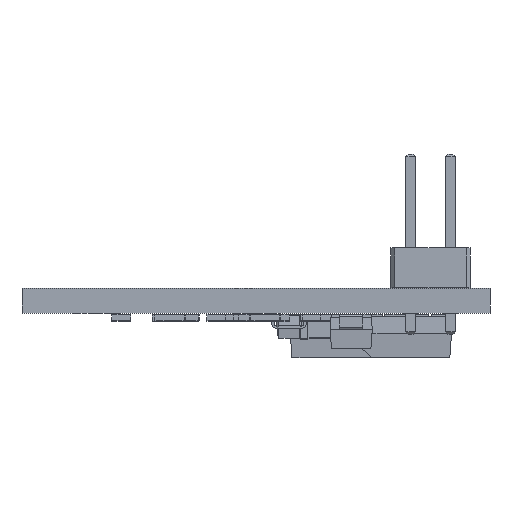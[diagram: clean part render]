
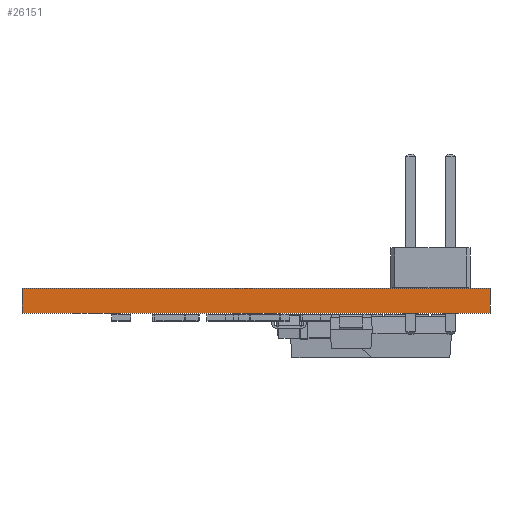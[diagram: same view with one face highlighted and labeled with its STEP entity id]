
A CAD part, front view. The second image highlights one B-rep face of the part: STEP entity #26151.
In plain terms, the highlighted planar face has unit normal (0, -1, 0).
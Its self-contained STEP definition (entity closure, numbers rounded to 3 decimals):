
#24297 = PLANE('',#24298);
#24298 = AXIS2_PLACEMENT_3D('',#24299,#24300,#24301);
#24299 = CARTESIAN_POINT('',(0.381,0.254,0.));
#24300 = DIRECTION('',(-1.,0.,0.));
#24301 = DIRECTION('',(0.,1.,0.));
#24325 = PLANE('',#24326);
#24326 = AXIS2_PLACEMENT_3D('',#24327,#24328,#24329);
#24327 = CARTESIAN_POINT('',(15.367,20.32,1.6));
#24328 = DIRECTION('',(-0.,-0.,-1.));
#24329 = DIRECTION('',(-1.,0.,0.));
#24353 = PLANE('',#24354);
#24354 = AXIS2_PLACEMENT_3D('',#24355,#24356,#24357);
#24355 = CARTESIAN_POINT('',(30.353,40.386,0.));
#24356 = DIRECTION('',(1.,0.,-0.));
#24357 = DIRECTION('',(0.,-1.,0.));
#24379 = PLANE('',#24380);
#24380 = AXIS2_PLACEMENT_3D('',#24381,#24382,#24383);
#24381 = CARTESIAN_POINT('',(15.367,20.32,0.));
#24382 = DIRECTION('',(-0.,-0.,-1.));
#24383 = DIRECTION('',(-1.,0.,0.));
#24394 = EDGE_CURVE('',#24395,#24397,#24399,.T.);
#24395 = VERTEX_POINT('',#24396);
#24396 = CARTESIAN_POINT('',(0.381,0.254,0.));
#24397 = VERTEX_POINT('',#24398);
#24398 = CARTESIAN_POINT('',(0.381,0.254,1.6));
#24399 = SURFACE_CURVE('',#24400,(#24404,#24411),.PCURVE_S1.);
#24400 = LINE('',#24401,#24402);
#24401 = CARTESIAN_POINT('',(0.381,0.254,0.));
#24402 = VECTOR('',#24403,1.);
#24403 = DIRECTION('',(0.,0.,1.));
#24404 = PCURVE('',#24297,#24405);
#24405 = DEFINITIONAL_REPRESENTATION('',(#24406),#24410);
#24406 = LINE('',#24407,#24408);
#24407 = CARTESIAN_POINT('',(0.,0.));
#24408 = VECTOR('',#24409,1.);
#24409 = DIRECTION('',(0.,-1.));
#24410 = ( GEOMETRIC_REPRESENTATION_CONTEXT(2) 
PARAMETRIC_REPRESENTATION_CONTEXT() REPRESENTATION_CONTEXT('2D SPACE',''
  ) );
#24411 = PCURVE('',#24412,#24417);
#24412 = PLANE('',#24413);
#24413 = AXIS2_PLACEMENT_3D('',#24414,#24415,#24416);
#24414 = CARTESIAN_POINT('',(30.353,0.254,0.));
#24415 = DIRECTION('',(0.,-1.,0.));
#24416 = DIRECTION('',(-1.,0.,0.));
#24417 = DEFINITIONAL_REPRESENTATION('',(#24418),#24422);
#24418 = LINE('',#24419,#24420);
#24419 = CARTESIAN_POINT('',(29.972,0.));
#24420 = VECTOR('',#24421,1.);
#24421 = DIRECTION('',(0.,-1.));
#24422 = ( GEOMETRIC_REPRESENTATION_CONTEXT(2) 
PARAMETRIC_REPRESENTATION_CONTEXT() REPRESENTATION_CONTEXT('2D SPACE',''
  ) );
#24472 = VERTEX_POINT('',#24473);
#24473 = CARTESIAN_POINT('',(30.353,0.254,1.6));
#24494 = EDGE_CURVE('',#24495,#24472,#24497,.T.);
#24495 = VERTEX_POINT('',#24496);
#24496 = CARTESIAN_POINT('',(30.353,0.254,0.));
#24497 = SURFACE_CURVE('',#24498,(#24502,#24509),.PCURVE_S1.);
#24498 = LINE('',#24499,#24500);
#24499 = CARTESIAN_POINT('',(30.353,0.254,0.));
#24500 = VECTOR('',#24501,1.);
#24501 = DIRECTION('',(0.,0.,1.));
#24502 = PCURVE('',#24353,#24503);
#24503 = DEFINITIONAL_REPRESENTATION('',(#24504),#24508);
#24504 = LINE('',#24505,#24506);
#24505 = CARTESIAN_POINT('',(40.132,0.));
#24506 = VECTOR('',#24507,1.);
#24507 = DIRECTION('',(0.,-1.));
#24508 = ( GEOMETRIC_REPRESENTATION_CONTEXT(2) 
PARAMETRIC_REPRESENTATION_CONTEXT() REPRESENTATION_CONTEXT('2D SPACE',''
  ) );
#24509 = PCURVE('',#24412,#24510);
#24510 = DEFINITIONAL_REPRESENTATION('',(#24511),#24515);
#24511 = LINE('',#24512,#24513);
#24512 = CARTESIAN_POINT('',(0.,-0.));
#24513 = VECTOR('',#24514,1.);
#24514 = DIRECTION('',(0.,-1.));
#24515 = ( GEOMETRIC_REPRESENTATION_CONTEXT(2) 
PARAMETRIC_REPRESENTATION_CONTEXT() REPRESENTATION_CONTEXT('2D SPACE',''
  ) );
#24543 = EDGE_CURVE('',#24495,#24395,#24544,.T.);
#24544 = SURFACE_CURVE('',#24545,(#24549,#24556),.PCURVE_S1.);
#24545 = LINE('',#24546,#24547);
#24546 = CARTESIAN_POINT('',(30.353,0.254,0.));
#24547 = VECTOR('',#24548,1.);
#24548 = DIRECTION('',(-1.,0.,0.));
#24549 = PCURVE('',#24379,#24550);
#24550 = DEFINITIONAL_REPRESENTATION('',(#24551),#24555);
#24551 = LINE('',#24552,#24553);
#24552 = CARTESIAN_POINT('',(-14.986,-20.066));
#24553 = VECTOR('',#24554,1.);
#24554 = DIRECTION('',(1.,0.));
#24555 = ( GEOMETRIC_REPRESENTATION_CONTEXT(2) 
PARAMETRIC_REPRESENTATION_CONTEXT() REPRESENTATION_CONTEXT('2D SPACE',''
  ) );
#24556 = PCURVE('',#24412,#24557);
#24557 = DEFINITIONAL_REPRESENTATION('',(#24558),#24562);
#24558 = LINE('',#24559,#24560);
#24559 = CARTESIAN_POINT('',(0.,-0.));
#24560 = VECTOR('',#24561,1.);
#24561 = DIRECTION('',(1.,0.));
#24562 = ( GEOMETRIC_REPRESENTATION_CONTEXT(2) 
PARAMETRIC_REPRESENTATION_CONTEXT() REPRESENTATION_CONTEXT('2D SPACE',''
  ) );
#25410 = EDGE_CURVE('',#24472,#24397,#25411,.T.);
#25411 = SURFACE_CURVE('',#25412,(#25416,#25423),.PCURVE_S1.);
#25412 = LINE('',#25413,#25414);
#25413 = CARTESIAN_POINT('',(30.353,0.254,1.6));
#25414 = VECTOR('',#25415,1.);
#25415 = DIRECTION('',(-1.,0.,0.));
#25416 = PCURVE('',#24325,#25417);
#25417 = DEFINITIONAL_REPRESENTATION('',(#25418),#25422);
#25418 = LINE('',#25419,#25420);
#25419 = CARTESIAN_POINT('',(-14.986,-20.066));
#25420 = VECTOR('',#25421,1.);
#25421 = DIRECTION('',(1.,0.));
#25422 = ( GEOMETRIC_REPRESENTATION_CONTEXT(2) 
PARAMETRIC_REPRESENTATION_CONTEXT() REPRESENTATION_CONTEXT('2D SPACE',''
  ) );
#25423 = PCURVE('',#24412,#25424);
#25424 = DEFINITIONAL_REPRESENTATION('',(#25425),#25429);
#25425 = LINE('',#25426,#25427);
#25426 = CARTESIAN_POINT('',(0.,-1.6));
#25427 = VECTOR('',#25428,1.);
#25428 = DIRECTION('',(1.,0.));
#25429 = ( GEOMETRIC_REPRESENTATION_CONTEXT(2) 
PARAMETRIC_REPRESENTATION_CONTEXT() REPRESENTATION_CONTEXT('2D SPACE',''
  ) );
#26151 = ADVANCED_FACE('',(#26152),#24412,.T.);
#26152 = FACE_BOUND('',#26153,.T.);
#26153 = EDGE_LOOP('',(#26154,#26155,#26156,#26157));
#26154 = ORIENTED_EDGE('',*,*,#24494,.T.);
#26155 = ORIENTED_EDGE('',*,*,#25410,.T.);
#26156 = ORIENTED_EDGE('',*,*,#24394,.F.);
#26157 = ORIENTED_EDGE('',*,*,#24543,.F.);
